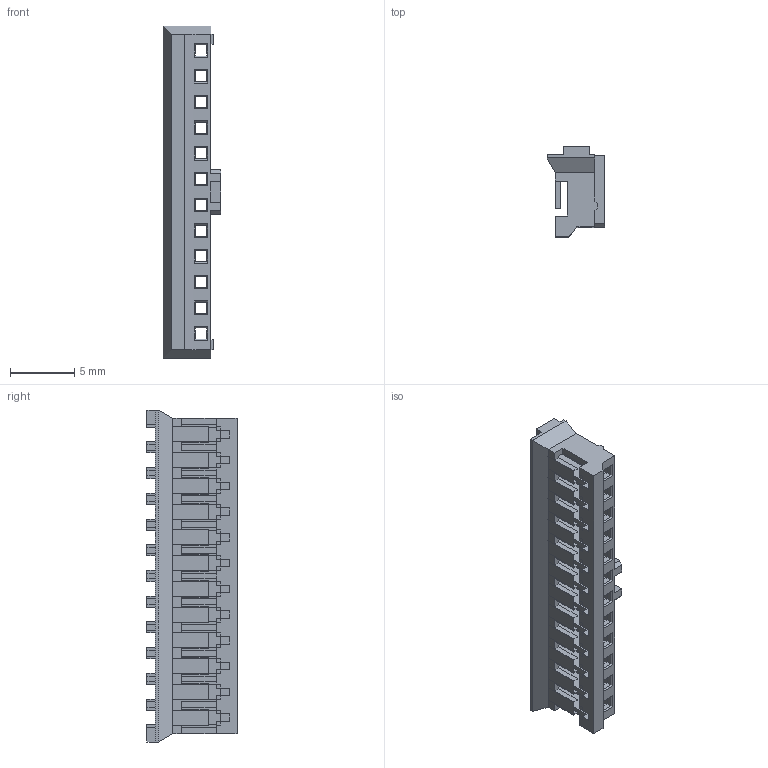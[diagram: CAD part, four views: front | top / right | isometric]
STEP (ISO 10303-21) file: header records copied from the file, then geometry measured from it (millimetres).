
FILE_DESCRIPTION((' '),'2;1');
FILE_NAME( 'PHR-12.stp', '2022-09-02T12:22:16', (' '), ('--- Datakit www.datakit.com---'), ' Datakit CrossCadWare V2022.3 Jun 15 2022', 'DATAKIT 2022 (c)', ' ');
FILE_SCHEMA(('AP242_MANAGED_MODEL_BASED_3D_ENGINEERING_MIM_LF { 1 0 10303 442 1 1 4 }'));
Length unit declared in the file: millimetre
Products named in the file (1): PHR-12
Bounding box: 4.5 x 7 x 25.8 mm (x, y, z)
Volume: 209.3 mm3; surface area: 1090.7 mm2
Topology: 1 solids, 1 shells, 520 faces, 1574 edges, 1032 vertices
Faces by surface type: plane 520
Entity records: 17846 total; most frequent: ORIENTED_EDGE 3148, CARTESIAN_POINT 3127, DIRECTION 2616, VECTOR 1574, LINE 1574, EDGE_CURVE 1574, VERTEX_POINT 1032, EDGE_LOOP 544
